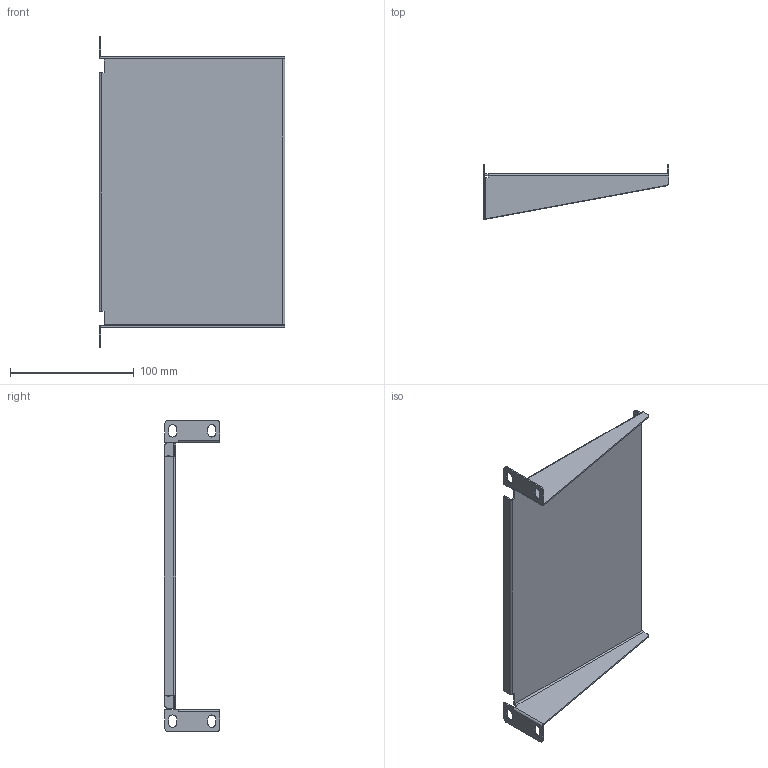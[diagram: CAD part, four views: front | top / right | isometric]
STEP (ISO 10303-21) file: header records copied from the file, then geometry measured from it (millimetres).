
FILE_DESCRIPTION (( 'STEP AP214' ), '1' );
FILE_NAME ('00406855_3D.STEP', '2022-04-27T19:35:56', ( '' ), ( '' ), 'SwSTEP 2.0', 'SolidWorks 2021', '' );
FILE_SCHEMA (( 'AUTOMOTIVE_DESIGN' ));
Length unit declared in the file: inch
Products named in the file (1): 00406855_3D
Bounding box: 150 x 44.45 x 252 mm (x, y, z)
Volume: 51765.8 mm3; surface area: 87619.9 mm2
Topology: 1 solids, 1 shells, 100 faces, 246 edges, 148 vertices
Faces by surface type: plane 62, cylinder 36, bspline 2
Entity records: 3282 total; most frequent: CARTESIAN_POINT 833, DIRECTION 508, ORIENTED_EDGE 492, EDGE_CURVE 246, LINE 174, VECTOR 174, AXIS2_PLACEMENT_3D 167, VERTEX_POINT 148
